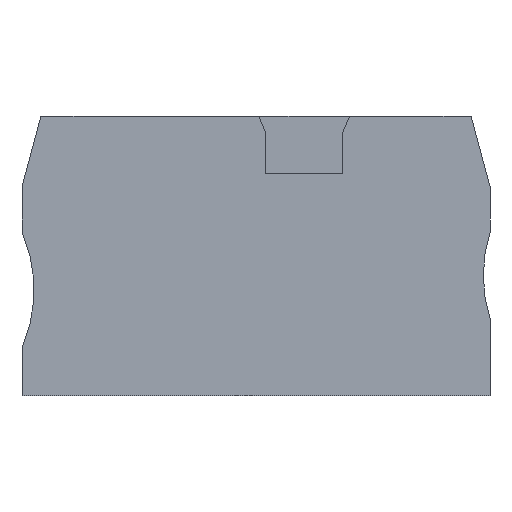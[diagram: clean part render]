
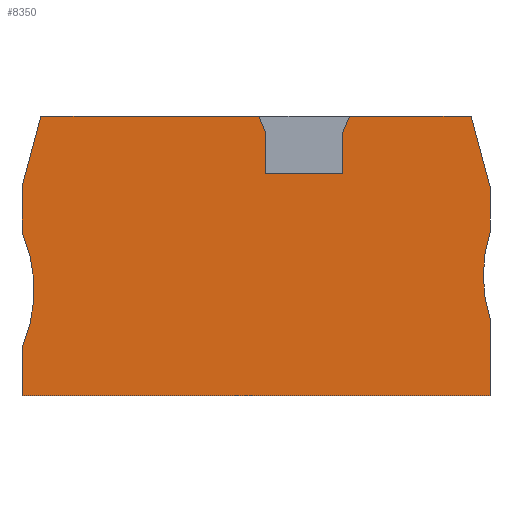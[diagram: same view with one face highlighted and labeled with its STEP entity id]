
A CAD part, left-side view. The second image highlights one B-rep face of the part: STEP entity #8350.
In plain terms, the highlighted face is planar.
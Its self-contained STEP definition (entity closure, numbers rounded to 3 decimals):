
#60=CARTESIAN_POINT('',(34.93,-33.886,0.
));
#70=DIRECTION('',(0.,1.,0.));
#80=VECTOR('',#70,1.);
#90=LINE('',#60,#80);
#100=CARTESIAN_POINT('',(34.93,-15.15,
0.));
#110=VERTEX_POINT('',#100);
#120=CARTESIAN_POINT('',(34.93,-10.85,
0.));
#130=VERTEX_POINT('',#120);
#140=EDGE_CURVE('',#110,#130,#90,.T.);
#530=CARTESIAN_POINT('',(60.23,-33.886,
0.));
#540=DIRECTION('',(0.,-1.,0.));
#550=VECTOR('',#540,1.);
#560=LINE('',#530,#550);
#570=CARTESIAN_POINT('',(60.23,-16.466,
0.));
#580=VERTEX_POINT('',#570);
#590=CARTESIAN_POINT('',(60.23,-21.2,
0.));
#600=VERTEX_POINT('',#590);
#610=EDGE_CURVE('',#580,#600,#560,.T.);
#1480=CARTESIAN_POINT('',(73.977,-27.2,
0.));
#1490=DIRECTION('',(0.,0.,1.));
#1500=DIRECTION('',(1.,0.,0.));
#1510=AXIS2_PLACEMENT_3D('',#1480,#1490,#1500);
#1520=CIRCLE('',#1510,15.);
#1530=CARTESIAN_POINT('',(60.23,-33.2,
0.));
#1540=VERTEX_POINT('',#1530);
#1550=EDGE_CURVE('',#600,#1540,#1520,.T.);
#1870=CARTESIAN_POINT('',(47.92,-15.15,
0.));
#1880=DIRECTION('',(1.,0.,0.));
#1890=VECTOR('',#1880,1.);
#1900=LINE('',#1870,#1890);
#1910=CARTESIAN_POINT('',(26.93,-15.15,
0.));
#1920=VERTEX_POINT('',#1910);
#1930=EDGE_CURVE('',#1920,#110,#1900,.T.);
#3780=CARTESIAN_POINT('',(11.63,-33.886,
0.));
#3790=DIRECTION('',(0.,1.,0.));
#3800=VECTOR('',#3790,1.);
#3810=LINE('',#3780,#3800);
#3820=CARTESIAN_POINT('',(11.63,-21.2,
0.));
#3830=VERTEX_POINT('',#3820);
#3840=CARTESIAN_POINT('',(11.63,-16.466,
0.));
#3850=VERTEX_POINT('',#3840);
#3860=EDGE_CURVE('',#3830,#3850,#3810,.T.);
#4160=CARTESIAN_POINT('',(6.962,-33.886,
0.));
#4170=DIRECTION('',(0.259,0.966,0.));
#4180=VECTOR('',#4170,1.);
#4190=LINE('',#4160,#4180);
#4200=CARTESIAN_POINT('',(13.59,-9.15,
0.));
#4210=VERTEX_POINT('',#4200);
#4220=EDGE_CURVE('',#3850,#4210,#4190,.T.);
#4510=CARTESIAN_POINT('',(60.23,-38.2,
0.));
#4520=VERTEX_POINT('',#4510);
#4550=CARTESIAN_POINT('',(47.92,-38.2,
0.));
#4560=DIRECTION('',(-1.,0.,0.));
#4570=VECTOR('',#4560,1.);
#4580=LINE('',#4550,#4570);
#4590=CARTESIAN_POINT('',(11.63,-38.2,
0.));
#4600=VERTEX_POINT('',#4590);
#4610=EDGE_CURVE('',#4520,#4600,#4580,.T.);
#4850=CARTESIAN_POINT('',(25.194,-33.886,
0.));
#4860=DIRECTION('',(0.389,0.921,0.));
#4870=VECTOR('',#4860,1.);
#4880=LINE('',#4850,#4870);
#4890=CARTESIAN_POINT('',(35.648,-9.15,
0.));
#4900=VERTEX_POINT('',#4890);
#4910=EDGE_CURVE('',#130,#4900,#4880,.T.);
#5540=CARTESIAN_POINT('',(64.898,-33.886,
0.));
#5550=DIRECTION('',(0.259,-0.966,0.));
#5560=VECTOR('',#5550,1.);
#5570=LINE('',#5540,#5560);
#5580=CARTESIAN_POINT('',(58.269,-9.15,
0.));
#5590=VERTEX_POINT('',#5580);
#5600=EDGE_CURVE('',#5590,#580,#5570,.T.);
#5860=CARTESIAN_POINT('',(11.63,-33.886,
0.));
#5870=DIRECTION('',(0.,1.,0.));
#5880=VECTOR('',#5870,1.);
#5890=LINE('',#5860,#5880);
#5900=CARTESIAN_POINT('',(11.63,-30.2,
0.));
#5910=VERTEX_POINT('',#5900);
#5920=EDGE_CURVE('',#4600,#5910,#5890,.T.);
#6800=CARTESIAN_POINT('',(26.93,-33.886,
0.));
#6810=DIRECTION('',(0.,-1.,0.));
#6820=VECTOR('',#6810,1.);
#6830=LINE('',#6800,#6820);
#6840=CARTESIAN_POINT('',(26.93,-10.85,
0.));
#6850=VERTEX_POINT('',#6840);
#6860=EDGE_CURVE('',#6850,#1920,#6830,.T.);
#7110=CARTESIAN_POINT('',(-2.679,-25.7,
0.));
#7120=DIRECTION('',(0.,0.,1.));
#7130=DIRECTION('',(1.,0.,0.));
#7140=AXIS2_PLACEMENT_3D('',#7110,#7120,#7130);
#7150=CIRCLE('',#7140,15.);
#7160=EDGE_CURVE('',#5910,#3830,#7150,.T.);
#7380=CARTESIAN_POINT('',(60.23,-33.886,
0.));
#7390=DIRECTION('',(0.,-1.,0.));
#7400=VECTOR('',#7390,1.);
#7410=LINE('',#7380,#7400);
#7420=EDGE_CURVE('',#1540,#4520,#7410,.T.);
#7640=CARTESIAN_POINT('',(26.211,-9.15,
0.));
#7650=VERTEX_POINT('',#7640);
#7700=CARTESIAN_POINT('',(47.92,-9.15,
0.));
#7710=DIRECTION('',(-1.,0.,0.));
#7720=VECTOR('',#7710,1.);
#7730=LINE('',#7700,#7720);
#7740=EDGE_CURVE('',#5590,#4900,#7730,.T.);
#7950=EDGE_CURVE('',#7650,#4210,#7730,.T.);
#8070=CARTESIAN_POINT('',(64.443,-41.105,
0.));
#8080=DIRECTION('',(0.,0.,1.));
#8090=DIRECTION('',(-1.,0.,0.));
#8100=AXIS2_PLACEMENT_3D('',#8070,#8080,#8090);
#8110=PLANE('',#8100);
#8120=ORIENTED_EDGE('',*,*,#4220,.T.);
#8130=ORIENTED_EDGE('',*,*,#3860,.T.);
#8140=ORIENTED_EDGE('',*,*,#7160,.T.);
#8150=ORIENTED_EDGE('',*,*,#5920,.T.);
#8160=ORIENTED_EDGE('',*,*,#4610,.T.);
#8170=ORIENTED_EDGE('',*,*,#7420,.T.);
#8180=ORIENTED_EDGE('',*,*,#1550,.T.);
#8190=ORIENTED_EDGE('',*,*,#610,.T.);
#8200=ORIENTED_EDGE('',*,*,#5600,.T.);
#8210=ORIENTED_EDGE('',*,*,#7740,.F.);
#8220=ORIENTED_EDGE('',*,*,#4910,.T.);
#8230=ORIENTED_EDGE('',*,*,#140,.T.);
#8240=ORIENTED_EDGE('',*,*,#1930,.T.);
#8250=ORIENTED_EDGE('',*,*,#6860,.T.);
#8260=CARTESIAN_POINT('',(36.666,-33.886,
0.));
#8270=DIRECTION('',(0.389,-0.921,0.));
#8280=VECTOR('',#8270,1.);
#8290=LINE('',#8260,#8280);
#8300=EDGE_CURVE('',#7650,#6850,#8290,.T.);
#8310=ORIENTED_EDGE('',*,*,#8300,.T.);
#8320=ORIENTED_EDGE('',*,*,#7950,.F.);
#8330=EDGE_LOOP('',(#8320,#8310,#8250,#8240,#8230,#8220,#8210,#8200,
#8190,#8180,#8170,#8160,#8150,#8140,#8130,#8120));
#8340=FACE_OUTER_BOUND('',#8330,.T.);
#8350=ADVANCED_FACE('',(#8340),#8110,.F.);
